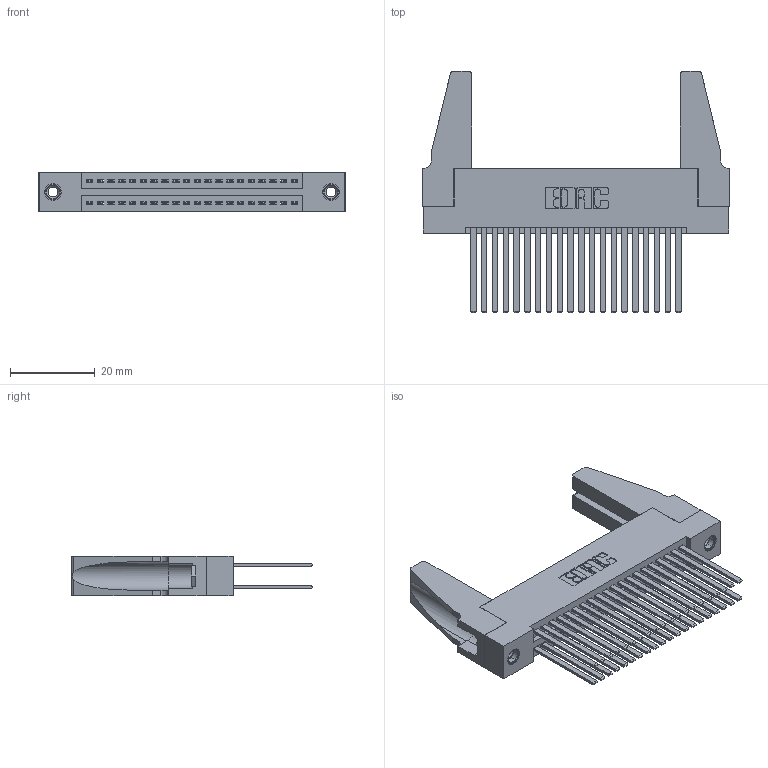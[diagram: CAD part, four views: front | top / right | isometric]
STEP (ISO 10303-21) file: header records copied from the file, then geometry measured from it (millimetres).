
FILE_DESCRIPTION (( 'STEP AP203' ), '1' );
FILE_NAME ('345-040-544-288.STEP', '2019-10-28T17:55:49', ( '' ), ( '' ), 'SwSTEP 2.0', 'SolidWorks 2016', '' );
FILE_SCHEMA (( 'CONFIG_CONTROL_DESIGN' ));
Length unit declared in the file: inch
Products named in the file (5): 345-040-544-288; 345-250-001_345-250-001-102; 345-292-001_345-293-144; 345 Part_Flush Mounting Lugs - 0.156 Dia-TH; 345-220-078_345-220-088
Assembly tree (45 placements, depth 2):
  345-040-544-288
    345 Part_Flush Mounting Lugs - 0.156 Dia-TH
    345-292-001_345-293-144  x40
    345-250-001_345-250-001-102  x2
    345-220-078_345-220-088  x2
Bounding box: 72.03 x 56.82 x 9.4 mm (x, y, z)
Volume: 10606.5 mm3; surface area: 15209.9 mm2
Topology: 45 solids, 45 shells, 2010 faces, 5895 edges, 3866 vertices
Faces by surface type: plane 1312, cylinder 682, cone 12, torus 4
Entity records: 20618 total; most frequent: CARTESIAN_POINT 3470, ORIENTED_EDGE 3364, DIRECTION 3090, EDGE_CURVE 1682, VECTOR 1432, LINE 1432, VERTEX_POINT 1114, AXIS2_PLACEMENT_3D 829
